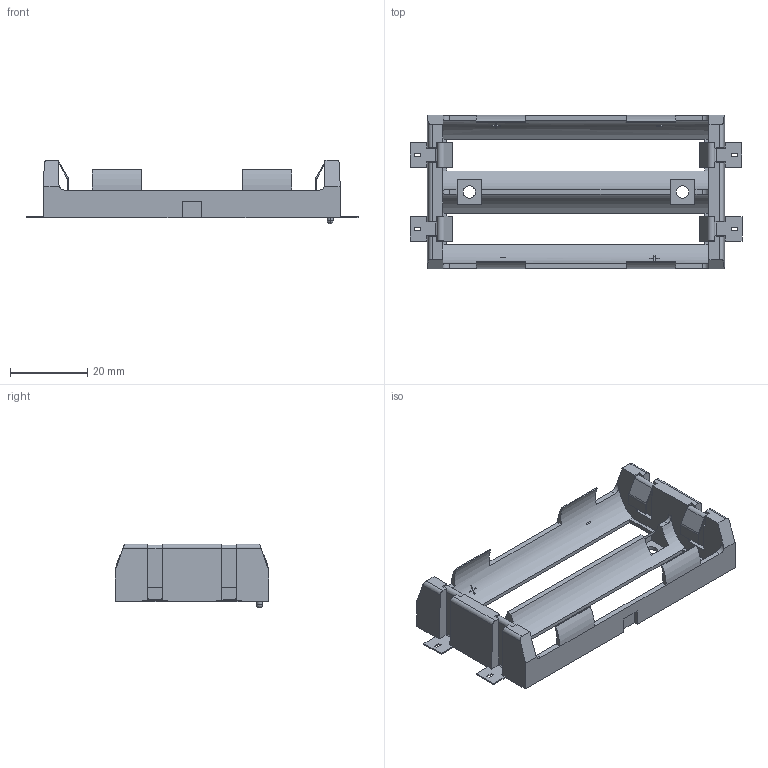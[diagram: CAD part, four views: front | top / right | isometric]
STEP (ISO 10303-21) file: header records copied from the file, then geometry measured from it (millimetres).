
FILE_DESCRIPTION (( 'STEP AP214' ), '1' );
FILE_NAME ('keystone-PN1047-Aliexpress.STEP', '2019-03-31T12:21:49', ( '' ), ( '' ), 'SwSTEP 2.0', 'SolidWorks 2018', '' );
FILE_SCHEMA (( 'AUTOMOTIVE_DESIGN' ));
Length unit declared in the file: millimetre
Products named in the file (1): keystone-PN1047-Aliexpress
Bounding box: 86 x 39.78 x 16.48 mm (x, y, z)
Volume: 9768.8 mm3; surface area: 10771.7 mm2
Topology: 5 solids, 5 shells, 871 faces, 2379 edges, 1574 vertices
Faces by surface type: plane 673, bspline 140, cylinder 56, sphere 2
Entity records: 37363 total; most frequent: CARTESIAN_POINT 14109, ORIENTED_EDGE 4750, DIRECTION 3655, EDGE_CURVE 2375, VECTOR 1923, LINE 1923, VERTEX_POINT 1572, EDGE_LOOP 945
